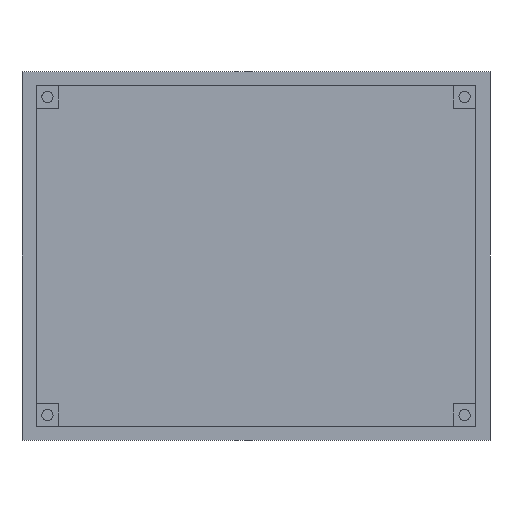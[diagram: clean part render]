
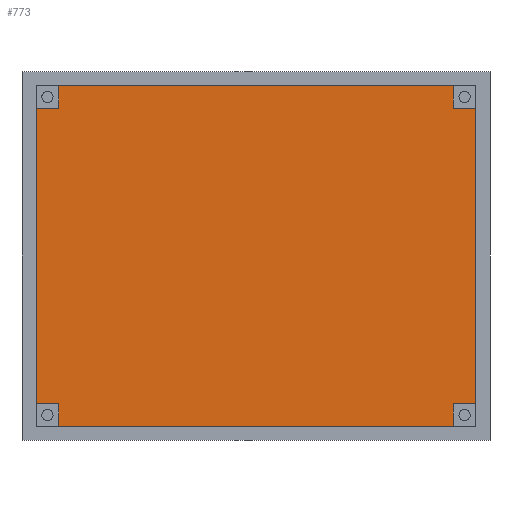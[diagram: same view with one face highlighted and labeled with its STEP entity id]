
A CAD part, front view. The second image highlights one B-rep face of the part: STEP entity #773.
In plain terms, the highlighted planar face has unit normal (0, -1, 0).
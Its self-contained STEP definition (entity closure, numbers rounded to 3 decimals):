
#43=FACE_OUTER_BOUND('',#85,.T.);
#85=EDGE_LOOP('',(#577,#578,#579,#580,#581,#582,#583,#584,#585,#586,#587,
#588));
#131=LINE('',#1111,#227);
#153=LINE('',#1161,#249);
#154=LINE('',#1175,#250);
#155=LINE('',#1177,#251);
#156=LINE('',#1178,#252);
#157=LINE('',#1180,#253);
#158=LINE('',#1182,#254);
#159=LINE('',#1184,#255);
#160=LINE('',#1186,#256);
#161=LINE('',#1188,#257);
#162=LINE('',#1190,#258);
#163=LINE('',#1191,#259);
#227=VECTOR('',#895,10.);
#249=VECTOR('',#943,10.);
#250=VECTOR('',#960,10.);
#251=VECTOR('',#961,10.);
#252=VECTOR('',#962,10.);
#253=VECTOR('',#963,10.);
#254=VECTOR('',#964,10.);
#255=VECTOR('',#965,10.);
#256=VECTOR('',#966,10.);
#257=VECTOR('',#967,10.);
#258=VECTOR('',#968,10.);
#259=VECTOR('',#969,10.);
#336=VERTEX_POINT('',#1108);
#337=VERTEX_POINT('',#1110);
#352=VERTEX_POINT('',#1159);
#356=VERTEX_POINT('',#1173);
#357=VERTEX_POINT('',#1174);
#358=VERTEX_POINT('',#1176);
#359=VERTEX_POINT('',#1179);
#360=VERTEX_POINT('',#1181);
#361=VERTEX_POINT('',#1183);
#362=VERTEX_POINT('',#1185);
#363=VERTEX_POINT('',#1187);
#364=VERTEX_POINT('',#1189);
#411=EDGE_CURVE('',#336,#337,#131,.T.);
#438=EDGE_CURVE('',#352,#336,#153,.T.);
#442=EDGE_CURVE('',#356,#357,#154,.T.);
#443=EDGE_CURVE('',#358,#356,#155,.T.);
#444=EDGE_CURVE('',#337,#358,#156,.T.);
#445=EDGE_CURVE('',#359,#352,#157,.T.);
#446=EDGE_CURVE('',#360,#359,#158,.T.);
#447=EDGE_CURVE('',#361,#360,#159,.T.);
#448=EDGE_CURVE('',#362,#361,#160,.T.);
#449=EDGE_CURVE('',#363,#362,#161,.T.);
#450=EDGE_CURVE('',#364,#363,#162,.T.);
#451=EDGE_CURVE('',#357,#364,#163,.T.);
#577=ORIENTED_EDGE('',*,*,#442,.F.);
#578=ORIENTED_EDGE('',*,*,#443,.F.);
#579=ORIENTED_EDGE('',*,*,#444,.F.);
#580=ORIENTED_EDGE('',*,*,#411,.F.);
#581=ORIENTED_EDGE('',*,*,#438,.F.);
#582=ORIENTED_EDGE('',*,*,#445,.F.);
#583=ORIENTED_EDGE('',*,*,#446,.F.);
#584=ORIENTED_EDGE('',*,*,#447,.F.);
#585=ORIENTED_EDGE('',*,*,#448,.F.);
#586=ORIENTED_EDGE('',*,*,#449,.F.);
#587=ORIENTED_EDGE('',*,*,#450,.F.);
#588=ORIENTED_EDGE('',*,*,#451,.F.);
#735=PLANE('',#838);
#773=ADVANCED_FACE('',(#43),#735,.T.);
#838=AXIS2_PLACEMENT_3D('',#1172,#958,#959);
#895=DIRECTION('',(0.,0.,1.));
#943=DIRECTION('',(1.,0.,0.));
#958=DIRECTION('center_axis',(0.,-1.,0.));
#959=DIRECTION('ref_axis',(0.,0.,-1.));
#960=DIRECTION('',(1.,0.,0.));
#961=DIRECTION('',(0.,0.,-1.));
#962=DIRECTION('',(1.,0.,0.));
#963=DIRECTION('',(0.,0.,1.));
#964=DIRECTION('',(-1.,0.,0.));
#965=DIRECTION('',(0.,0.,1.));
#966=DIRECTION('',(-1.,0.,0.));
#967=DIRECTION('',(0.,0.,-1.));
#968=DIRECTION('',(-1.,0.,0.));
#969=DIRECTION('',(0.,0.,-1.));
#1108=CARTESIAN_POINT('',(-69.5,58.,52.05));
#1110=CARTESIAN_POINT('',(-69.5,58.,60.05));
#1111=CARTESIAN_POINT('',(-69.5,58.,30.025));
#1159=CARTESIAN_POINT('',(-77.5,58.,52.05));
#1161=CARTESIAN_POINT('',(-34.75,58.,52.05));
#1172=CARTESIAN_POINT('Origin',(0.,58.,0.));
#1173=CARTESIAN_POINT('',(69.5,58.,52.05));
#1174=CARTESIAN_POINT('',(77.5,58.,52.05));
#1175=CARTESIAN_POINT('',(38.75,58.,52.05));
#1176=CARTESIAN_POINT('',(69.5,58.,60.05));
#1177=CARTESIAN_POINT('',(69.5,58.,26.025));
#1178=CARTESIAN_POINT('',(34.75,58.,60.05));
#1179=CARTESIAN_POINT('',(-77.5,58.,-52.05));
#1180=CARTESIAN_POINT('',(-77.5,58.,26.025));
#1181=CARTESIAN_POINT('',(-69.5,58.,-52.05));
#1182=CARTESIAN_POINT('',(-38.75,58.,-52.05));
#1183=CARTESIAN_POINT('',(-69.5,58.,-60.05));
#1184=CARTESIAN_POINT('',(-69.5,58.,-26.025));
#1185=CARTESIAN_POINT('',(69.5,58.,-60.05));
#1186=CARTESIAN_POINT('',(-34.75,58.,-60.05));
#1187=CARTESIAN_POINT('',(69.5,58.,-52.05));
#1188=CARTESIAN_POINT('',(69.5,58.,-30.025));
#1189=CARTESIAN_POINT('',(77.5,58.,-52.05));
#1190=CARTESIAN_POINT('',(34.75,58.,-52.05));
#1191=CARTESIAN_POINT('',(77.5,58.,-26.025));
